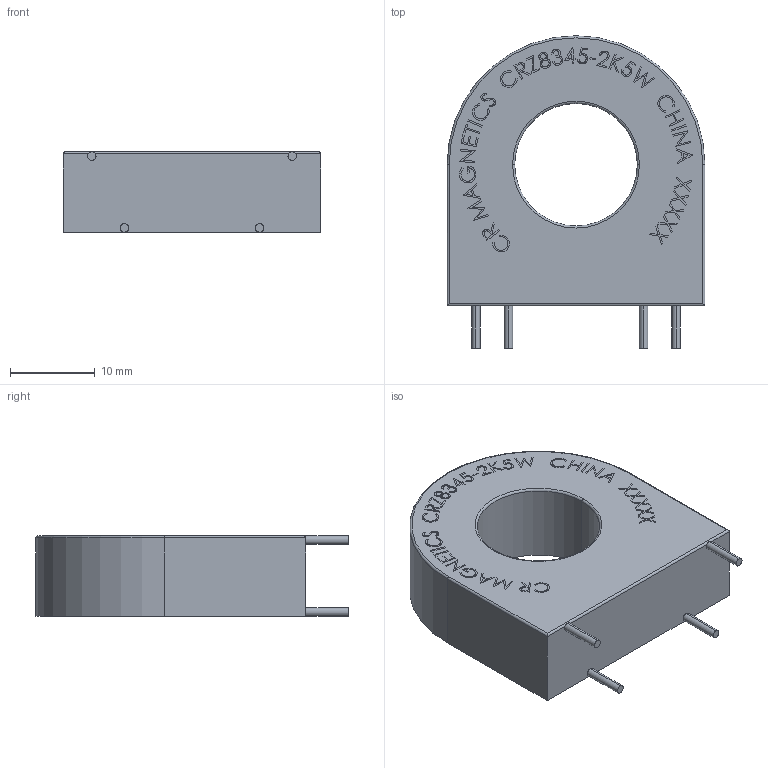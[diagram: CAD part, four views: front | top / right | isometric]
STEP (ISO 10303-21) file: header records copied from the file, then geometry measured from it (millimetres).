
FILE_DESCRIPTION (( 'STEP AP203' ), '1' );
FILE_NAME ('CRZ8345-2K5W.STEP', '2023-04-13T13:01:40', ( '' ), ( '' ), 'SwSTEP 2.0', 'SolidWorks 2022', '' );
FILE_SCHEMA (( 'CONFIG_CONTROL_DESIGN' ));
Length unit declared in the file: millimetre
Products named in the file (1): CRZ8345-2K5W
Bounding box: 30.5 x 36.95 x 9.5 mm (x, y, z)
Volume: 6620.9 mm3; surface area: 2975.2 mm2
Topology: 1 solids, 1 shells, 460 faces, 1234 edges, 818 vertices
Faces by surface type: plane 314, bspline 123, cylinder 17, torus 6
Entity records: 21120 total; most frequent: CARTESIAN_POINT 10336, ORIENTED_EDGE 2468, DIRECTION 1703, EDGE_CURVE 1234, VECTOR 941, LINE 941, VERTEX_POINT 818, EDGE_LOOP 504
